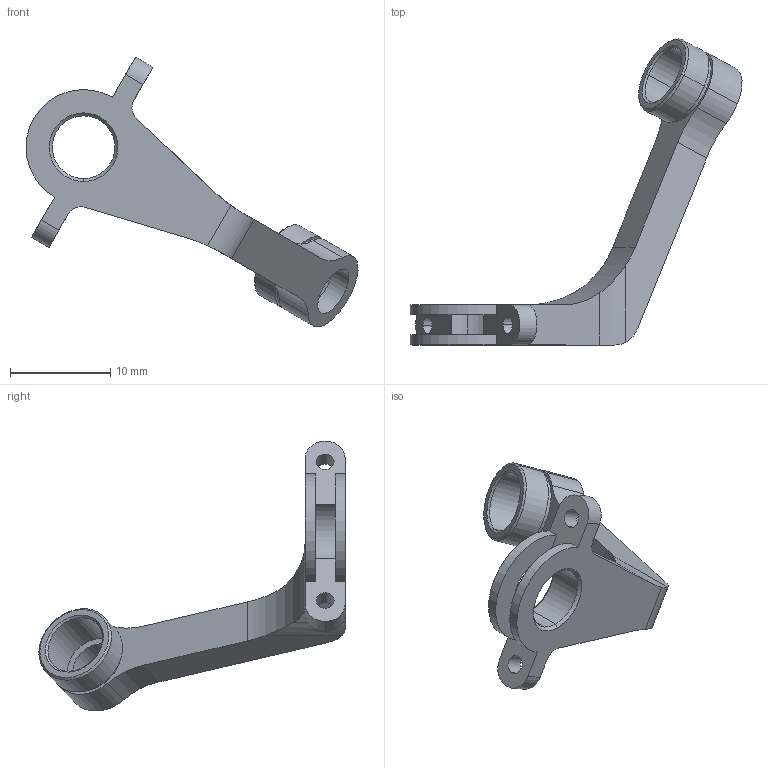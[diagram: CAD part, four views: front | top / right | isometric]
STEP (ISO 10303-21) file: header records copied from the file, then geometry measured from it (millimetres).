
FILE_DESCRIPTION (( 'STEP AP203' ), '1' );
FILE_NAME ('SPM_ARM2_BASE_Proximal2_sldprt.STEP', '2023-11-14T08:15:25', ( '' ), ( '' ), 'SwSTEP 2.0', 'SolidWorks 2021', '' );
FILE_SCHEMA (( 'CONFIG_CONTROL_DESIGN' ));
Length unit declared in the file: millimetre
Products named in the file (1): SPM_ARM2_BASE_Proximal2_sldprt
Bounding box: 33.14 x 30.58 x 26.94 mm (x, y, z)
Volume: 1149.7 mm3; surface area: 1442.5 mm2
Topology: 1 solids, 1 shells, 59 faces, 157 edges, 101 vertices
Faces by surface type: cylinder 30, plane 17, cone 12
Entity records: 1964 total; most frequent: CARTESIAN_POINT 346, DIRECTION 343, ORIENTED_EDGE 314, EDGE_CURVE 157, AXIS2_PLACEMENT_3D 134, VERTEX_POINT 101, LINE 75, VECTOR 75
